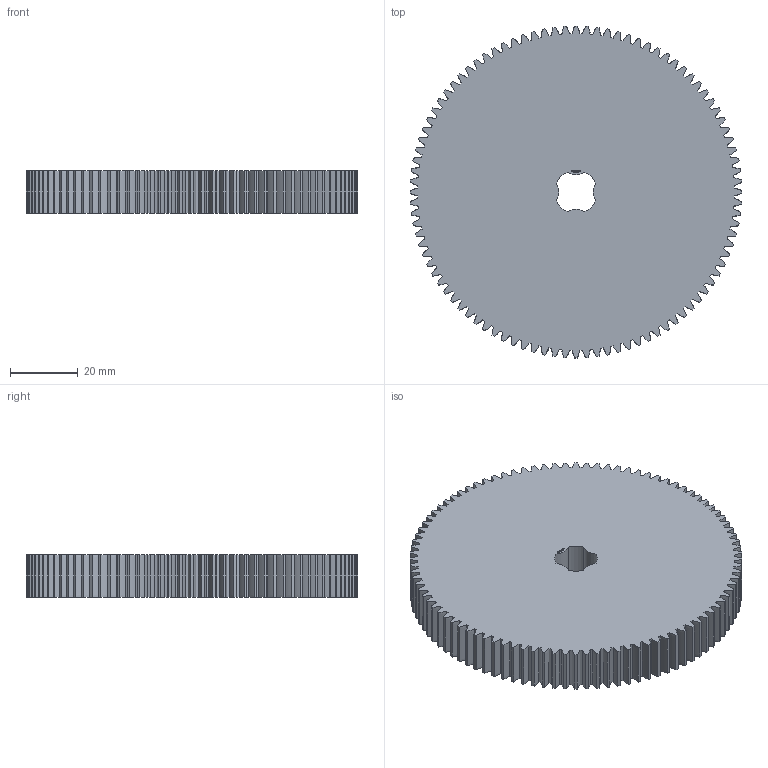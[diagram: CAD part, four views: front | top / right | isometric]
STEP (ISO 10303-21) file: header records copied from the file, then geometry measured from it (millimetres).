
FILE_DESCRIPTION(('FreeCAD Model'),'2;1');
FILE_NAME('Open CASCADE Shape Model','2024-03-11T23:45:42',(''),(''), 'Open CASCADE STEP processor 7.6','FreeCAD','Unknown');
FILE_SCHEMA(('AUTOMOTIVE_DESIGN { 1 0 10303 214 1 1 1 1 }'));
Products named in the file (1): Gear Wheel PLN TTH96 BU01.00 SFT-SHD - SPN-GWH-0364 (stemfie.org)
Bounding box: 98 x 98 x 12.5 mm (x, y, z)
Volume: 88845 mm3; surface area: 22307.7 mm2
Topology: 1 solids, 1 shells, 879 faces, 2538 edges, 1692 vertices
Faces by surface type: extrusion 544, plane 327, cylinder 8
Entity records: 85822 total; most frequent: CARTESIAN_POINT 32916, DIRECTION 6670, VECTOR 5950, LINE 5406, ORIENTED_EDGE 5076, PCURVE 5076, DEFINITIONAL_REPRESENTATION 5076, B_SPLINE_CURVE_WITH_KNOTS 2720
